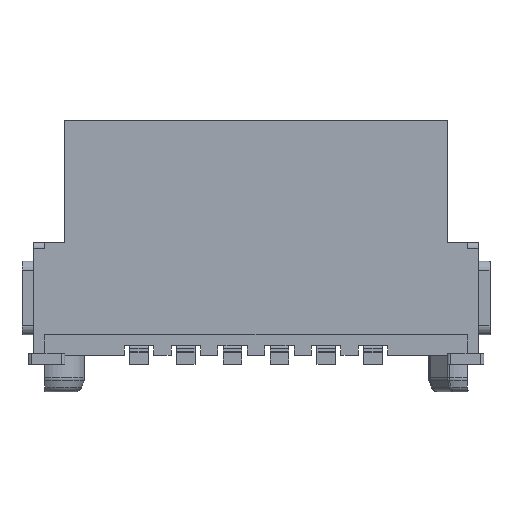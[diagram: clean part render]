
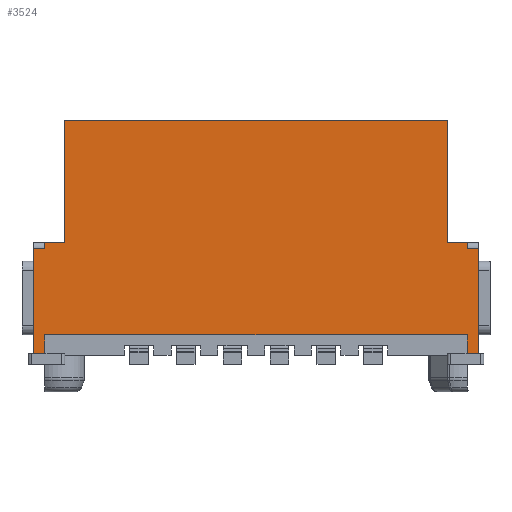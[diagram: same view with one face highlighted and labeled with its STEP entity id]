
A CAD part, left-side view. The second image highlights one B-rep face of the part: STEP entity #3524.
In plain terms, the highlighted planar face has unit normal (-1, 0, 0).
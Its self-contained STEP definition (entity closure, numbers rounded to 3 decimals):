
#3524=ADVANCED_FACE('',(#4626),#4161,.T.);
#4161=PLANE('',#14460);
#4626=FACE_OUTER_BOUND('',#5308,.T.);
#5308=EDGE_LOOP('',(#7042,#7043,#7044,#7045,#7046,#7047,#7048,#7049,#7050,
#7051,#7052,#7053,#7054,#7055,#7056,#7057,#7058,#7059));
#5845=CIRCLE('',#14458,0.3);
#5846=CIRCLE('',#14459,0.3);
#7042=ORIENTED_EDGE('',*,*,#10811,.T.);
#7043=ORIENTED_EDGE('',*,*,#10812,.T.);
#7044=ORIENTED_EDGE('',*,*,#10813,.T.);
#7045=ORIENTED_EDGE('',*,*,#10814,.T.);
#7046=ORIENTED_EDGE('',*,*,#10815,.T.);
#7047=ORIENTED_EDGE('',*,*,#10816,.T.);
#7048=ORIENTED_EDGE('',*,*,#10172,.T.);
#7049=ORIENTED_EDGE('',*,*,#10807,.T.);
#7050=ORIENTED_EDGE('',*,*,#10804,.F.);
#7051=ORIENTED_EDGE('',*,*,#10520,.F.);
#7052=ORIENTED_EDGE('',*,*,#10530,.T.);
#7053=ORIENTED_EDGE('',*,*,#10484,.T.);
#7054=ORIENTED_EDGE('',*,*,#10249,.T.);
#7055=ORIENTED_EDGE('',*,*,#10817,.F.);
#7056=ORIENTED_EDGE('',*,*,#10818,.F.);
#7057=ORIENTED_EDGE('',*,*,#10819,.T.);
#7058=ORIENTED_EDGE('',*,*,#10820,.F.);
#7059=ORIENTED_EDGE('',*,*,#10821,.F.);
#9192=VERTEX_POINT('',#17748);
#9193=VERTEX_POINT('',#17749);
#9264=VERTEX_POINT('',#17939);
#9266=VERTEX_POINT('',#17942);
#9440=VERTEX_POINT('',#18427);
#9468=VERTEX_POINT('',#18498);
#9469=VERTEX_POINT('',#18500);
#9665=VERTEX_POINT('',#19105);
#9668=VERTEX_POINT('',#19117);
#9669=VERTEX_POINT('',#19118);
#9670=VERTEX_POINT('',#19120);
#9671=VERTEX_POINT('',#19122);
#9672=VERTEX_POINT('',#19124);
#9673=VERTEX_POINT('',#19126);
#9674=VERTEX_POINT('',#19129);
#9675=VERTEX_POINT('',#19131);
#9676=VERTEX_POINT('',#19133);
#9677=VERTEX_POINT('',#19135);
#10172=EDGE_CURVE('',#9192,#9193,#11761,.T.);
#10249=EDGE_CURVE('',#9264,#9266,#11812,.T.);
#10484=EDGE_CURVE('',#9440,#9264,#12038,.T.);
#10520=EDGE_CURVE('',#9468,#9469,#12074,.T.);
#10530=EDGE_CURVE('',#9468,#9440,#12084,.T.);
#10804=EDGE_CURVE('',#9469,#9665,#12330,.T.);
#10807=EDGE_CURVE('',#9193,#9665,#12333,.T.);
#10811=EDGE_CURVE('',#9668,#9669,#12337,.T.);
#10812=EDGE_CURVE('',#9669,#9670,#12338,.T.);
#10813=EDGE_CURVE('',#9670,#9671,#12339,.T.);
#10814=EDGE_CURVE('',#9671,#9672,#5845,.T.);
#10815=EDGE_CURVE('',#9672,#9673,#12340,.T.);
#10816=EDGE_CURVE('',#9673,#9192,#12341,.T.);
#10817=EDGE_CURVE('',#9674,#9266,#12342,.T.);
#10818=EDGE_CURVE('',#9675,#9674,#12343,.T.);
#10819=EDGE_CURVE('',#9675,#9676,#5846,.T.);
#10820=EDGE_CURVE('',#9677,#9676,#12344,.T.);
#10821=EDGE_CURVE('',#9668,#9677,#12345,.T.);
#11761=LINE('',#17747,#13005);
#11812=LINE('',#17943,#13056);
#12038=LINE('',#18426,#13282);
#12074=LINE('',#18499,#13318);
#12084=LINE('',#18517,#13328);
#12330=LINE('',#19104,#13574);
#12333=LINE('',#19109,#13577);
#12337=LINE('',#19116,#13581);
#12338=LINE('',#19119,#13582);
#12339=LINE('',#19121,#13583);
#12340=LINE('',#19125,#13584);
#12341=LINE('',#19127,#13585);
#12342=LINE('',#19128,#13586);
#12343=LINE('',#19130,#13587);
#12344=LINE('',#19134,#13588);
#12345=LINE('',#19136,#13589);
#13005=VECTOR('',#15020,1.);
#13056=VECTOR('',#15127,1.);
#13282=VECTOR('',#15521,1.);
#13318=VECTOR('',#15573,1.);
#13328=VECTOR('',#15589,1.);
#13574=VECTOR('',#16011,1.);
#13577=VECTOR('',#16016,1.);
#13581=VECTOR('',#16022,1.);
#13582=VECTOR('',#16023,1.);
#13583=VECTOR('',#16024,1.);
#13584=VECTOR('',#16027,1.);
#13585=VECTOR('',#16028,1.);
#13586=VECTOR('',#16029,1.);
#13587=VECTOR('',#16030,1.);
#13588=VECTOR('',#16033,1.);
#13589=VECTOR('',#16034,1.);
#14458=AXIS2_PLACEMENT_3D('',#19123,#16025,#16026);
#14459=AXIS2_PLACEMENT_3D('',#19132,#16031,#16032);
#14460=AXIS2_PLACEMENT_3D('',#19137,#16035,#16036);
#15020=DIRECTION('',(0.,0.,1.));
#15127=DIRECTION('',(0.,0.,-1.));
#15521=DIRECTION('',(0.,1.,0.));
#15573=DIRECTION('',(0.,-1.,0.));
#15589=DIRECTION('',(0.,0.,-1.));
#16011=DIRECTION('',(0.,0.,-1.));
#16016=DIRECTION('',(0.,1.,0.));
#16022=DIRECTION('',(0.,-1.,0.));
#16023=DIRECTION('',(0.,0.,-1.));
#16024=DIRECTION('',(0.,0.,-1.));
#16025=DIRECTION('',(-1.,0.,0.));
#16026=DIRECTION('',(0.,0.,-1.));
#16027=DIRECTION('',(0.,0.,1.));
#16028=DIRECTION('',(0.,1.,0.));
#16029=DIRECTION('',(0.,-1.,0.));
#16030=DIRECTION('',(0.,0.,1.));
#16031=DIRECTION('',(-1.,0.,0.));
#16032=DIRECTION('',(0.,1.,0.));
#16033=DIRECTION('',(0.,0.,-1.));
#16034=DIRECTION('',(0.,0.,-1.));
#16035=DIRECTION('',(-1.,0.,0.));
#16036=DIRECTION('',(0.,-1.,0.));
#17747=CARTESIAN_POINT('',(-2.1,-5.735,-0.83));
#17748=CARTESIAN_POINT('',(-2.1,-5.735,1.52));
#17749=CARTESIAN_POINT('',(-2.1,-5.735,1.67));
#17939=CARTESIAN_POINT('',(-2.1,5.735,1.67));
#17942=CARTESIAN_POINT('',(-2.1,5.735,1.52));
#17943=CARTESIAN_POINT('',(-2.1,5.735,1.67));
#18426=CARTESIAN_POINT('',(-2.1,5.185,1.67));
#18427=CARTESIAN_POINT('',(-2.1,5.185,1.67));
#18498=CARTESIAN_POINT('',(-2.1,5.185,5.));
#18499=CARTESIAN_POINT('',(-2.1,5.185,5.));
#18500=CARTESIAN_POINT('',(-2.1,-5.185,5.));
#18517=CARTESIAN_POINT('',(-2.1,5.185,5.));
#19104=CARTESIAN_POINT('',(-2.1,-5.185,5.));
#19105=CARTESIAN_POINT('',(-2.1,-5.185,1.67));
#19109=CARTESIAN_POINT('',(-2.1,-5.735,1.67));
#19116=CARTESIAN_POINT('',(-2.1,5.735,-0.83));
#19117=CARTESIAN_POINT('',(-2.1,5.735,-0.83));
#19118=CARTESIAN_POINT('',(-2.1,-5.735,-0.83));
#19119=CARTESIAN_POINT('',(-2.1,-5.735,1.52));
#19120=CARTESIAN_POINT('',(-2.1,-5.735,-1.33));
#19121=CARTESIAN_POINT('',(-2.1,-5.735,-1.33));
#19122=CARTESIAN_POINT('',(-2.1,-5.735,-1.63));
#19123=CARTESIAN_POINT('',(-2.1,-5.735,-1.33));
#19124=CARTESIAN_POINT('',(-2.1,-6.035,-1.33));
#19125=CARTESIAN_POINT('',(-2.1,-6.035,-1.33));
#19126=CARTESIAN_POINT('',(-2.1,-6.035,1.52));
#19127=CARTESIAN_POINT('',(-2.1,-6.035,1.52));
#19128=CARTESIAN_POINT('',(-2.1,6.035,1.52));
#19129=CARTESIAN_POINT('',(-2.1,6.035,1.52));
#19130=CARTESIAN_POINT('',(-2.1,6.035,-1.33));
#19131=CARTESIAN_POINT('',(-2.1,6.035,-1.33));
#19132=CARTESIAN_POINT('',(-2.1,5.735,-1.33));
#19133=CARTESIAN_POINT('',(-2.1,5.735,-1.63));
#19134=CARTESIAN_POINT('',(-2.1,5.735,-1.33));
#19135=CARTESIAN_POINT('',(-2.1,5.735,-1.33));
#19136=CARTESIAN_POINT('',(-2.1,5.735,1.52));
#19137=CARTESIAN_POINT('',(-2.1,7.921,-1.061));
